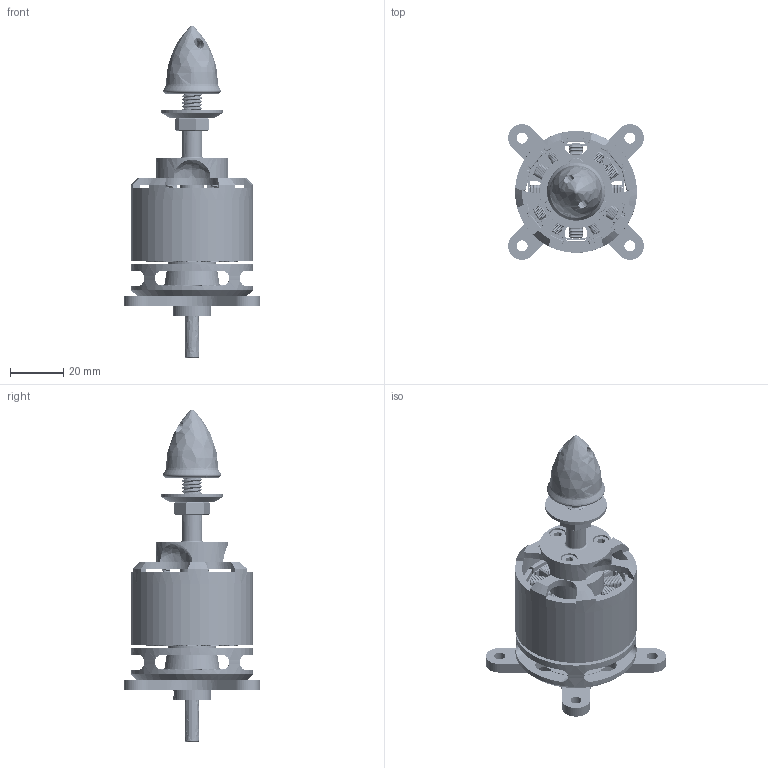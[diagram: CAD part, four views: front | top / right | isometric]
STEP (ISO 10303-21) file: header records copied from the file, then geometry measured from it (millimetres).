
FILE_DESCRIPTION(('FreeCAD Model'),'2;1');
FILE_NAME('Open CASCADE Shape Model','2025-04-25T12:08:09',('FreeCAD'),( 'FreeCAD'),'Open CASCADE STEP processor 7.6','FreeCAD','Unknown');
FILE_SCHEMA(('AUTOMOTIVE_DESIGN { 1 0 10303 214 1 1 1 1 }'));
Products named in the file (1): Open CASCADE STEP translator 7.6 1
Bounding box: 50.73 x 50.73 x 124.19 mm (x, y, z)
Volume: 53499.9 mm3; surface area: 63242.9 mm2
Topology: 70 solids, 70 shells, 4446 faces, 9781 edges, 5299 vertices
Faces by surface type: bspline 4446
Entity records: 155523 total; most frequent: CARTESIAN_POINT 103659, ORIENTED_EDGE 19122, EDGE_CURVE 9561, VERTEX_POINT 5281, FACE_BOUND 4628, EDGE_LOOP 4612, ADVANCED_FACE 4444, B_SPLINE_CURVE_WITH_KNOTS 3514
